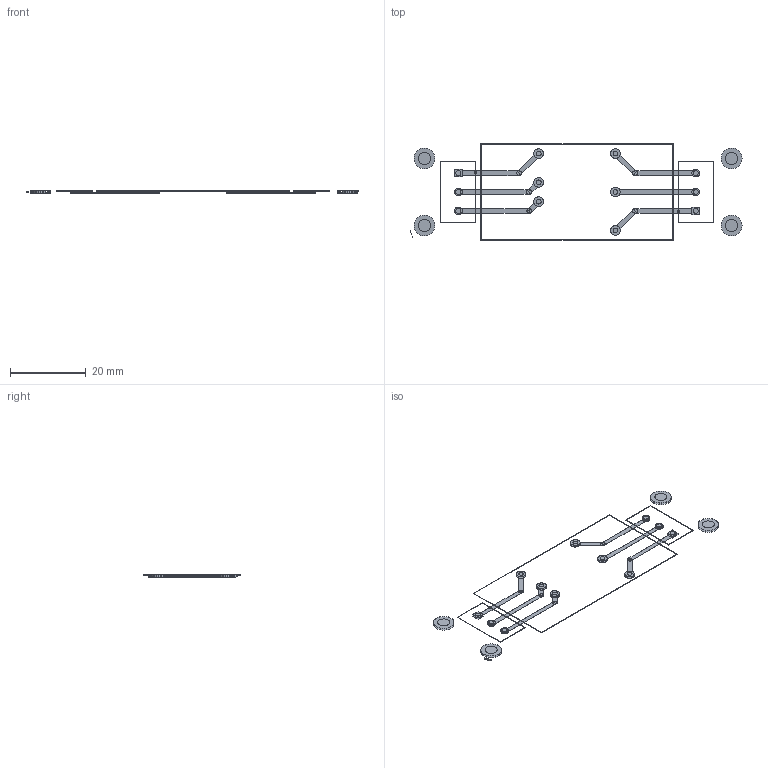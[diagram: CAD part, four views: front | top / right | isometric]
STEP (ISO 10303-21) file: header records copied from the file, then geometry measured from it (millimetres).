
FILE_DESCRIPTION( ( '' ), ' ' );
FILE_NAME( '5c7be500431ddf1c77b00d58.step', '2019-03-03T14:30:24', ( '' ), ( '' ), ' ', ' ', ' ' );
FILE_SCHEMA( ( 'AUTOMOTIVE_DESIGN { 1 0 10303 214 1 1 1 1 }' ) );
Length unit declared in the file: metre
Products named in the file (88): Assem1; Open CASCADE STEP translator 6.8 45; Open CASCADE STEP translator 6.8 13; Open CASCADE STEP translator 6.8 35; Open CASCADE STEP translator 6.8 5; Open CASCADE STEP translator 6.8 38; Open CASCADE STEP translator 6.8 60; Open CASCADE STEP translator 6.8 1; Open CASCADE STEP translator 6.8 14; Open CASCADE STEP translator 6.8 31; Open CASCADE STEP translator 6.8 63; Open CASCADE STEP translator 6.8 23; Open CASCADE STEP translator 6.8 58; Open CASCADE STEP translator 6.8 3; Open CASCADE STEP translator 6.8 7; Open CASCADE STEP translator 6.8 6; Open CASCADE STEP translator 6.8 44; Open CASCADE STEP translator 6.8 48; Open CASCADE STEP translator 6.8 16; Open CASCADE STEP translator 6.8 67; Open CASCADE STEP translator 6.8 22; Open CASCADE STEP translator 6.8 32; Open CASCADE STEP translator 6.8 55; Open CASCADE STEP translator 6.8 15; Open CASCADE STEP translator 6.8 59; Open CASCADE STEP translator 6.8 29; Open CASCADE STEP translator 6.8 51; Open CASCADE STEP translator 6.8 66; Open CASCADE STEP translator 6.8 77; Open CASCADE STEP translator 6.8 54; Open CASCADE STEP translator 6.8 36; Open CASCADE STEP translator 6.8 83; Open CASCADE STEP translator 6.8 10; Open CASCADE STEP translator 6.8 76; Open CASCADE STEP translator 6.8 74; Open CASCADE STEP translator 6.8 24; Open CASCADE STEP translator 6.8 75; Open CASCADE STEP translator 6.8 19; Open CASCADE STEP translator 6.8 46; Open CASCADE STEP translator 6.8 53 ...
Assembly tree (87 placements, depth 2):
  Assem1
    Open CASCADE STEP translator 6.8 45
    Open CASCADE STEP translator 6.8 13
    Open CASCADE STEP translator 6.8 35
    Open CASCADE STEP translator 6.8 5
    Open CASCADE STEP translator 6.8 38
    Open CASCADE STEP translator 6.8 60
    Open CASCADE STEP translator 6.8 1
    Open CASCADE STEP translator 6.8 14
    Open CASCADE STEP translator 6.8 31
    Open CASCADE STEP translator 6.8 63
    Open CASCADE STEP translator 6.8 23
    Open CASCADE STEP translator 6.8 58
    Open CASCADE STEP translator 6.8 3
    Open CASCADE STEP translator 6.8 7
    Open CASCADE STEP translator 6.8 6
    Open CASCADE STEP translator 6.8 44
    Open CASCADE STEP translator 6.8 48
    Open CASCADE STEP translator 6.8 16
    Open CASCADE STEP translator 6.8 67
    Open CASCADE STEP translator 6.8 22
    Open CASCADE STEP translator 6.8 32
    Open CASCADE STEP translator 6.8 55
    Open CASCADE STEP translator 6.8 15
    Open CASCADE STEP translator 6.8 59
    Open CASCADE STEP translator 6.8 29
    Open CASCADE STEP translator 6.8 51
    Open CASCADE STEP translator 6.8 66
    Open CASCADE STEP translator 6.8 77
    Open CASCADE STEP translator 6.8 54
    Open CASCADE STEP translator 6.8 36
    Open CASCADE STEP translator 6.8 83
    Open CASCADE STEP translator 6.8 10
    Open CASCADE STEP translator 6.8 76
    Open CASCADE STEP translator 6.8 74
    Open CASCADE STEP translator 6.8 24
    Open CASCADE STEP translator 6.8 75
    Open CASCADE STEP translator 6.8 19
    Open CASCADE STEP translator 6.8 46
    Open CASCADE STEP translator 6.8 53
    Open CASCADE STEP translator 6.8 56
    Open CASCADE STEP translator 6.8 65
    Open CASCADE STEP translator 6.8 26
    Open CASCADE STEP translator 6.8 8
    Open CASCADE STEP translator 6.8 12
    Open CASCADE STEP translator 6.8 37
    Open CASCADE STEP translator 6.8 49
    Open CASCADE STEP translator 6.8 86
    Open CASCADE STEP translator 6.8 4
    Open CASCADE STEP translator 6.8 70
    Open CASCADE STEP translator 6.8 20
    Open CASCADE STEP translator 6.8 72
    Open CASCADE STEP translator 6.8 11
    Open CASCADE STEP translator 6.8 17
    Open CASCADE STEP translator 6.8 71
    Open CASCADE STEP translator 6.8 27
    Open CASCADE STEP translator 6.8 40
    Open CASCADE STEP translator 6.8 78
    Open CASCADE STEP translator 6.8 73
    Open CASCADE STEP translator 6.8 62
Bounding box: 87.84 x 25.55 x 0.6 mm (x, y, z)
Volume: 47.5 mm3; surface area: 1256.8 mm2
Topology: 87 solids, 87 shells, 326 faces, 460 edges, 308 vertices
Faces by surface type: plane 258, cylinder 68
Full cylindrical faces by diameter (mm): 0.6 x2, 1.27 x28, 1.35 x6, 2.05 x8, 2.54 x12, 3.2 x4, 5.5 x8
Entity records: 12586 total; most frequent: DIRECTION 1356, CARTESIAN_POINT 1114, ORIENTED_EDGE 784, STYLED_ITEM 718, PRESENTATION_STYLE_ASSIGNMENT 718, COLOUR_RGB 718, AXIS2_PLACEMENT_3D 550, EDGE_LOOP 400
